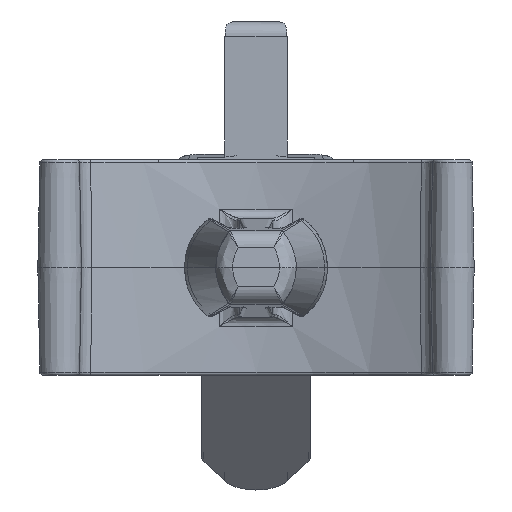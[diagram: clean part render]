
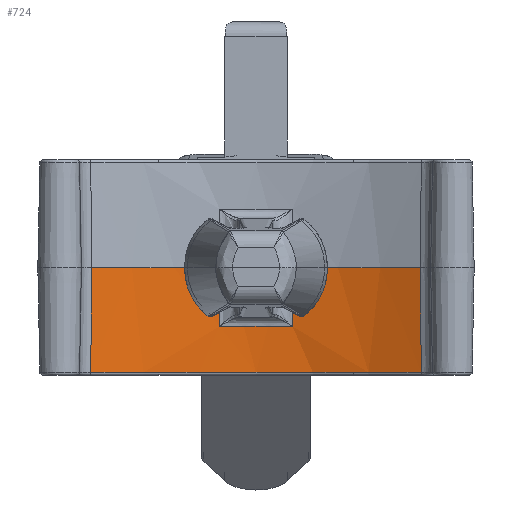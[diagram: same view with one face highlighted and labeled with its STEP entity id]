
A CAD part, front view. The second image highlights one B-rep face of the part: STEP entity #724.
In plain terms, the highlighted conical face has half-angle 1 degrees and reference radius 15.989 mm.
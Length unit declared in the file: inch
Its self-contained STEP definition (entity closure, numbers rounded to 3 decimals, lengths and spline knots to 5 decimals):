
#261=CONICAL_SURFACE('',#5481,0.6295,1.);
#476=B_SPLINE_CURVE_WITH_KNOTS('',3,(#9954,#9955,#9956,#9957,#9958,#9959,
#9960,#9961,#9962,#9963),.UNSPECIFIED.,.F.,.F.,(4,3,3,4),(0.,0.63484,
0.84392,1.),.UNSPECIFIED.);
#477=B_SPLINE_CURVE_WITH_KNOTS('',3,(#9967,#9968,#9969,#9970,#9971,#9972,
#9973,#9974,#9975,#9976),.UNSPECIFIED.,.F.,.F.,(4,3,3,4),(0.,0.15608,
0.79093,1.),.UNSPECIFIED.);
#724=ADVANCED_FACE('',(#1131),#261,.F.);
#1131=FACE_OUTER_BOUND('',#1456,.T.);
#1456=EDGE_LOOP('',(#3350,#3351,#3352,#3353,#3354,#3355,#3356,#3357));
#1614=CIRCLE('',#5251,0.6295);
#1616=CIRCLE('',#5253,0.6295);
#1709=CIRCLE('',#5479,0.63264);
#1710=CIRCLE('',#5480,0.63126);
#1999=LINE('',#9949,#2295);
#2000=LINE('',#9953,#2296);
#2295=VECTOR('',#6613,1.);
#2296=VECTOR('',#6616,1.);
#3350=ORIENTED_EDGE('',*,*,#4822,.F.);
#3351=ORIENTED_EDGE('',*,*,#4823,.T.);
#3352=ORIENTED_EDGE('',*,*,#4824,.T.);
#3353=ORIENTED_EDGE('',*,*,#4517,.T.);
#3354=ORIENTED_EDGE('',*,*,#4825,.T.);
#3355=ORIENTED_EDGE('',*,*,#4826,.T.);
#3356=ORIENTED_EDGE('',*,*,#4827,.T.);
#3357=ORIENTED_EDGE('',*,*,#4513,.T.);
#4020=VERTEX_POINT('',#8097);
#4022=VERTEX_POINT('',#8101);
#4023=VERTEX_POINT('',#8103);
#4026=VERTEX_POINT('',#8127);
#4187=VERTEX_POINT('',#9950);
#4188=VERTEX_POINT('',#9952);
#4189=VERTEX_POINT('',#9964);
#4190=VERTEX_POINT('',#9966);
#4513=EDGE_CURVE('',#4023,#4022,#1614,.T.);
#4517=EDGE_CURVE('',#4020,#4026,#1616,.T.);
#4822=EDGE_CURVE('',#4187,#4022,#1999,.T.);
#4823=EDGE_CURVE('',#4187,#4188,#1709,.T.);
#4824=EDGE_CURVE('',#4188,#4020,#2000,.T.);
#4825=EDGE_CURVE('',#4026,#4189,#476,.T.);
#4826=EDGE_CURVE('',#4189,#4190,#1710,.T.);
#4827=EDGE_CURVE('',#4190,#4023,#477,.T.);
#5251=AXIS2_PLACEMENT_3D('',#8102,#6048,#6049);
#5253=AXIS2_PLACEMENT_3D('',#8128,#6052,#6053);
#5479=AXIS2_PLACEMENT_3D('',#9951,#6614,#6615);
#5480=AXIS2_PLACEMENT_3D('',#9965,#6617,#6618);
#5481=AXIS2_PLACEMENT_3D('',#9977,#6619,#6620);
#6048=DIRECTION('',(0.,0.,1.));
#6049=DIRECTION('',(1.,0.,0.));
#6052=DIRECTION('',(0.,0.,1.));
#6053=DIRECTION('',(1.,0.,0.));
#6613=DIRECTION('',(0.008,-0.016,1.));
#6614=DIRECTION('',(0.,0.,-1.));
#6615=DIRECTION('',(1.,0.,0.));
#6616=DIRECTION('',(-0.008,-0.016,1.));
#6617=DIRECTION('',(0.,0.,1.));
#6618=DIRECTION('',(-1.,0.,0.));
#6619=DIRECTION('',(0.,0.,-1.));
#6620=DIRECTION('',(-1.,0.,0.));
#8097=CARTESIAN_POINT('',(0.28242,-0.10141,0.));
#8101=CARTESIAN_POINT('',(-0.28242,-0.10141,0.));
#8102=CARTESIAN_POINT('',(0.,-0.664,0.));
#8103=CARTESIAN_POINT('',(-0.06637,-0.03801,0.));
#8127=CARTESIAN_POINT('',(0.06637,-0.03801,0.));
#8128=CARTESIAN_POINT('',(0.,-0.664,0.));
#9949=CARTESIAN_POINT('',(-0.26807,-0.13001,1.83328));
#9950=CARTESIAN_POINT('',(-0.28383,-0.0986,-0.18009));
#9951=CARTESIAN_POINT('',(0.,-0.664,-0.18009));
#9952=CARTESIAN_POINT('',(0.28383,-0.0986,-0.18009));
#9953=CARTESIAN_POINT('',(0.26807,-0.13001,1.83328));
#9954=CARTESIAN_POINT('',(0.06637,-0.03801,0.));
#9955=CARTESIAN_POINT('',(0.06559,-0.03755,-0.02131));
#9956=CARTESIAN_POINT('',(0.0648,-0.0371,-0.04263));
#9957=CARTESIAN_POINT('',(0.06401,-0.03664,-0.06394));
#9958=CARTESIAN_POINT('',(0.06375,-0.03649,-0.07096));
#9959=CARTESIAN_POINT('',(0.06349,-0.03634,-0.07798));
#9960=CARTESIAN_POINT('',(0.06323,-0.03619,-0.085));
#9961=CARTESIAN_POINT('',(0.06304,-0.03608,-0.09024));
#9962=CARTESIAN_POINT('',(0.06285,-0.03597,-0.09548));
#9963=CARTESIAN_POINT('',(0.06265,-0.03586,-0.10072));
#9964=CARTESIAN_POINT('',(0.06265,-0.03586,-0.10072));
#9965=CARTESIAN_POINT('',(0.,-0.664,-0.10072));
#9966=CARTESIAN_POINT('',(-0.06265,-0.03586,-0.10072));
#9967=CARTESIAN_POINT('',(-0.06265,-0.03586,-0.10072));
#9968=CARTESIAN_POINT('',(-0.06285,-0.03597,-0.09548));
#9969=CARTESIAN_POINT('',(-0.06304,-0.03608,-0.09024));
#9970=CARTESIAN_POINT('',(-0.06323,-0.03619,-0.085));
#9971=CARTESIAN_POINT('',(-0.06402,-0.03665,-0.06369));
#9972=CARTESIAN_POINT('',(-0.06481,-0.0371,-0.04237));
#9973=CARTESIAN_POINT('',(-0.0656,-0.03756,-0.02106));
#9974=CARTESIAN_POINT('',(-0.06585,-0.03771,-0.01404));
#9975=CARTESIAN_POINT('',(-0.06611,-0.03786,-0.00702));
#9976=CARTESIAN_POINT('',(-0.06637,-0.03801,0.));
#9977=CARTESIAN_POINT('',(0.,-0.664,0.));
